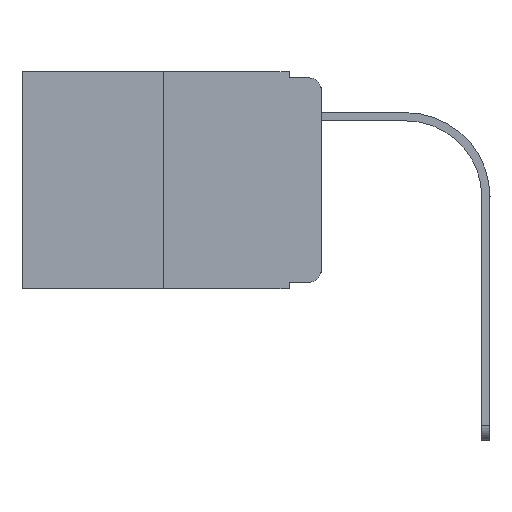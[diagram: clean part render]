
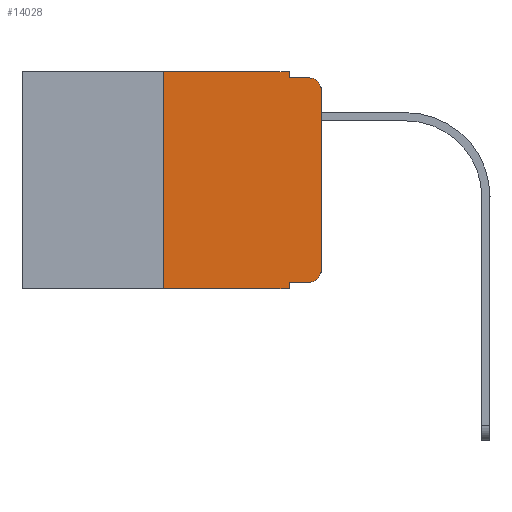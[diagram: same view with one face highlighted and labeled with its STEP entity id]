
A CAD part, left-side view. The second image highlights one B-rep face of the part: STEP entity #14028.
In plain terms, the highlighted planar face has unit normal (-1, 0, 0).
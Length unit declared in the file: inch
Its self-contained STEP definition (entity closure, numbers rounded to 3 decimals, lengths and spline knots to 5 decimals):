
#33 = VERTEX_POINT ( 'NONE', #4048 ) ;
#71 = VECTOR ( 'NONE', #2126, 39.37008 ) ;
#165 = ORIENTED_EDGE ( 'NONE', *, *, #7772, .F. ) ;
#168 = DIRECTION ( 'NONE',  ( 0., 0., -1. ) ) ;
#500 = CARTESIAN_POINT ( 'NONE',  ( 0., 0.051, -0.333 ) ) ;
#505 = CARTESIAN_POINT ( 'NONE',  ( 0., 0.051, -0.333 ) ) ;
#572 = VECTOR ( 'NONE', #15986, 39.37008 ) ;
#839 = AXIS2_PLACEMENT_3D ( 'NONE', #15335, #4182, #168 ) ;
#894 = ORIENTED_EDGE ( 'NONE', *, *, #7838, .T. ) ;
#1373 = VECTOR ( 'NONE', #11319, 39.37008 ) ;
#2126 = DIRECTION ( 'NONE',  ( 0., -1., 0. ) ) ;
#2476 = DIRECTION ( 'NONE',  ( 0., 0., -1. ) ) ;
#2534 = DIRECTION ( 'NONE',  ( 0., -1., 0. ) ) ;
#2616 = CARTESIAN_POINT ( 'NONE',  ( 0., 0.25, 0. ) ) ;
#2671 = VECTOR ( 'NONE', #2476, 39.37008 ) ;
#2775 = ORIENTED_EDGE ( 'NONE', *, *, #10356, .F. ) ;
#3214 = ORIENTED_EDGE ( 'NONE', *, *, #8439, .F. ) ;
#3464 = VECTOR ( 'NONE', #5967, 39.37008 ) ;
#4048 = CARTESIAN_POINT ( 'NONE',  ( 0., 0.02, -0.333 ) ) ;
#4149 = CARTESIAN_POINT ( 'NONE',  ( 0., 0.051, 0. ) ) ;
#4182 = DIRECTION ( 'NONE',  ( -1., 0., 0. ) ) ;
#4191 = VERTEX_POINT ( 'NONE', #13944 ) ;
#4394 = AXIS2_PLACEMENT_3D ( 'NONE', #13844, #4992, #5164 ) ;
#4402 = ORIENTED_EDGE ( 'NONE', *, *, #5147, .F. ) ;
#4588 = CARTESIAN_POINT ( 'NONE',  ( 0., 0.051, -0.01 ) ) ;
#4661 = CARTESIAN_POINT ( 'NONE',  ( 0., 0., 0. ) ) ;
#4757 = CARTESIAN_POINT ( 'NONE',  ( 0., 0.25, -0.343 ) ) ;
#4961 = EDGE_LOOP ( 'NONE', ( #12926, #10280, #165, #3214, #2775, #5298, #894, #4402, #7724, #11350 ) ) ;
#4992 = DIRECTION ( 'NONE',  ( 1., 0., 0. ) ) ;
#5024 = VERTEX_POINT ( 'NONE', #11070 ) ;
#5126 = CARTESIAN_POINT ( 'NONE',  ( 0., 0.051, 0. ) ) ;
#5147 = EDGE_CURVE ( 'NONE', #5810, #4191, #13796, .T. ) ;
#5164 = DIRECTION ( 'NONE',  ( 0., 0., -1. ) ) ;
#5203 = CARTESIAN_POINT ( 'NONE',  ( 0., 0., -0.03 ) ) ;
#5298 = ORIENTED_EDGE ( 'NONE', *, *, #11613, .F. ) ;
#5346 = EDGE_CURVE ( 'NONE', #5810, #33, #11802, .T. ) ;
#5482 = VECTOR ( 'NONE', #5528, 39.37008 ) ;
#5528 = DIRECTION ( 'NONE',  ( 0., -1., 0. ) ) ;
#5679 = CARTESIAN_POINT ( 'NONE',  ( 0., 0., -0.313 ) ) ;
#5810 = VERTEX_POINT ( 'NONE', #500 ) ;
#5967 = DIRECTION ( 'NONE',  ( 0., -1., 0. ) ) ;
#6337 = CARTESIAN_POINT ( 'NONE',  ( 0., 0.473, 0. ) ) ;
#6499 = LINE ( 'NONE', #6337, #16228 ) ;
#6860 = EDGE_CURVE ( 'NONE', #9545, #5024, #14780, .T. ) ;
#7006 = DIRECTION ( 'NONE',  ( 0., 0., -1. ) ) ;
#7504 = FACE_OUTER_BOUND ( 'NONE', #4961, .T. ) ;
#7724 = ORIENTED_EDGE ( 'NONE', *, *, #5346, .T. ) ;
#7772 = EDGE_CURVE ( 'NONE', #13928, #5024, #14585, .T. ) ;
#7838 = EDGE_CURVE ( 'NONE', #11476, #4191, #10927, .T. ) ;
#7846 = LINE ( 'NONE', #2616, #13035 ) ;
#7964 = AXIS2_PLACEMENT_3D ( 'NONE', #8101, #10639, #7006 ) ;
#7979 = CIRCLE ( 'NONE', #839, 0.02 ) ;
#8101 = CARTESIAN_POINT ( 'NONE',  ( 0., 0.02, -0.03 ) ) ;
#8439 = EDGE_CURVE ( 'NONE', #15834, #13928, #9952, .T. ) ;
#8527 = CARTESIAN_POINT ( 'NONE',  ( 0., 0.25, 0. ) ) ;
#8812 = EDGE_CURVE ( 'NONE', #33, #13102, #7979, .T. ) ;
#9545 = VERTEX_POINT ( 'NONE', #5203 ) ;
#9952 = LINE ( 'NONE', #5126, #1373 ) ;
#10024 = CARTESIAN_POINT ( 'NONE',  ( 0., 0.051, 0. ) ) ;
#10280 = ORIENTED_EDGE ( 'NONE', *, *, #6860, .T. ) ;
#10356 = EDGE_CURVE ( 'NONE', #15664, #15834, #6499, .T. ) ;
#10405 = DIRECTION ( 'NONE',  ( 0., 0., 1. ) ) ;
#10639 = DIRECTION ( 'NONE',  ( -1., 0., 0. ) ) ;
#10927 = LINE ( 'NONE', #13382, #3464 ) ;
#11070 = CARTESIAN_POINT ( 'NONE',  ( 0., 0.02, -0.01 ) ) ;
#11284 = PLANE ( 'NONE',  #4394 ) ;
#11286 = LINE ( 'NONE', #4661, #572 ) ;
#11319 = DIRECTION ( 'NONE',  ( 0., 0., -1. ) ) ;
#11350 = ORIENTED_EDGE ( 'NONE', *, *, #8812, .T. ) ;
#11476 = VERTEX_POINT ( 'NONE', #4757 ) ;
#11613 = EDGE_CURVE ( 'NONE', #11476, #15664, #7846, .T. ) ;
#11802 = LINE ( 'NONE', #505, #5482 ) ;
#12926 = ORIENTED_EDGE ( 'NONE', *, *, #15748, .T. ) ;
#13035 = VECTOR ( 'NONE', #10405, 39.37008 ) ;
#13102 = VERTEX_POINT ( 'NONE', #5679 ) ;
#13382 = CARTESIAN_POINT ( 'NONE',  ( 0., 0.473, -0.343 ) ) ;
#13796 = LINE ( 'NONE', #10024, #2671 ) ;
#13844 = CARTESIAN_POINT ( 'NONE',  ( 0., 0.473, 0. ) ) ;
#13928 = VERTEX_POINT ( 'NONE', #4588 ) ;
#13944 = CARTESIAN_POINT ( 'NONE',  ( 0., 0.051, -0.343 ) ) ;
#14028 = ADVANCED_FACE ( 'NONE', ( #7504 ), #11284, .F. ) ;
#14585 = LINE ( 'NONE', #15824, #71 ) ;
#14780 = CIRCLE ( 'NONE', #7964, 0.02 ) ;
#15335 = CARTESIAN_POINT ( 'NONE',  ( 0., 0.02, -0.313 ) ) ;
#15664 = VERTEX_POINT ( 'NONE', #8527 ) ;
#15748 = EDGE_CURVE ( 'NONE', #13102, #9545, #11286, .T. ) ;
#15824 = CARTESIAN_POINT ( 'NONE',  ( 0., 0.051, -0.01 ) ) ;
#15834 = VERTEX_POINT ( 'NONE', #4149 ) ;
#15986 = DIRECTION ( 'NONE',  ( 0., 0., 1. ) ) ;
#16228 = VECTOR ( 'NONE', #2534, 39.37008 ) ;
